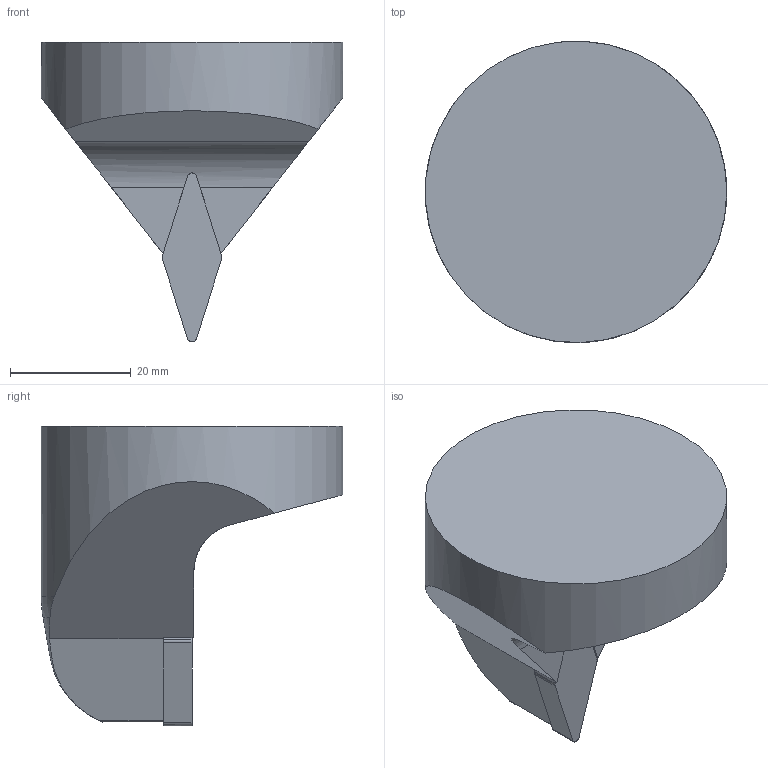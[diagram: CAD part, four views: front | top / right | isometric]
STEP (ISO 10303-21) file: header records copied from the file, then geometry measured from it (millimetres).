
FILE_DESCRIPTION((''),'1');
FILE_NAME('S50-SVQBN-00050-16.stp','2012-12-26T09:13:58',(''),(''),'Spatial Interop R18','Kubotek KeyCreator V8.5.1 (14335)',' ');
FILE_SCHEMA(('CONFIG_CONTROL_DESIGN'));
Length unit declared in the file: millimetre
Products named in the file (1): 1
Bounding box: 50 x 50 x 49.68 mm (x, y, z)
Volume: 42922.1 mm3; surface area: 7957.6 mm2
Topology: 1 solids, 1 shells, 28 faces, 76 edges, 50 vertices
Faces by surface type: plane 16, cylinder 4, torus 4, bspline 3, cone 1
Full cylindrical faces by diameter (mm): 50 x1
Entity records: 1071 total; most frequent: CARTESIAN_POINT 321, DIRECTION 151, ORIENTED_EDGE 148, EDGE_CURVE 74, AXIS2_PLACEMENT_3D 56, VERTEX_POINT 49, LINE 39, VECTOR 39
